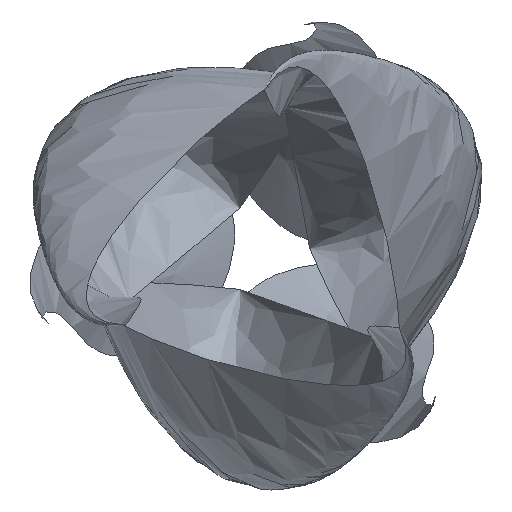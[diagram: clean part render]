
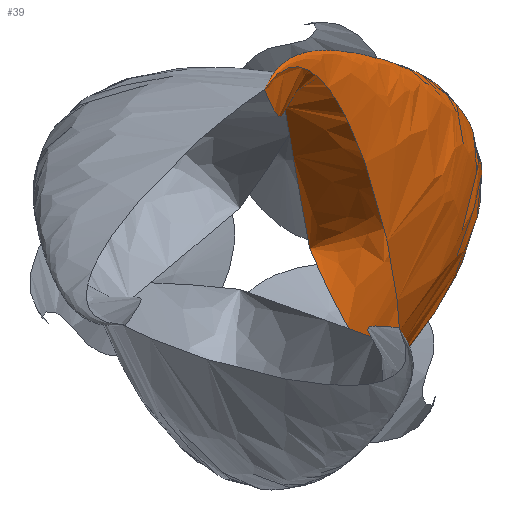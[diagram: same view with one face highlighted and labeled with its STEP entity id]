
A CAD part, top view. The second image highlights one B-rep face of the part: STEP entity #39.
In plain terms, the highlighted free-form (B-spline) face has degree [3, 3] with [4, 5] control points.
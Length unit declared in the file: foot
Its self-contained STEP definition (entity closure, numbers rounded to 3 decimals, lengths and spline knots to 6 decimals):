
#39=ADVANCED_FACE('',(#45),#109,.T.);
#45=FACE_OUTER_BOUND('',#51,.T.);
#51=EDGE_LOOP('',(#59,#60));
#59=ORIENTED_EDGE('',*,*,#71,.T.);
#60=ORIENTED_EDGE('',*,*,#72,.T.);
#71=EDGE_CURVE('',#99,#100,#87,.T.);
#72=EDGE_CURVE('',#100,#99,#88,.T.);
#87=B_SPLINE_CURVE_WITH_KNOTS('',3,(#368,#369,#370,#371),.UNSPECIFIED.,
 .F.,.F.,(4,4),(0.,0.038171),.UNSPECIFIED.);
#88=B_SPLINE_CURVE_WITH_KNOTS('',3,(#372,#373,#374,#375),.UNSPECIFIED.,
 .F.,.F.,(4,4),(-0.038171,0.),.UNSPECIFIED.);
#99=VERTEX_POINT('',#366);
#100=VERTEX_POINT('',#367);
#109=B_SPLINE_SURFACE_WITH_KNOTS('',3,3,((#346,#347,#348,#349,#350),(#351,
#352,#353,#354,#355),(#356,#357,#358,#359,#360),(#361,#362,#363,#364,#365)),
 .UNSPECIFIED.,.F.,.F.,.F.,(4,4),(4,1,4),(0.,0.038171),(0.,0.002331,
0.004662),.UNSPECIFIED.);
#346=CARTESIAN_POINT('',(0.000059,0.006221,0.030401));
#347=CARTESIAN_POINT('',(0.000059,0.006221,0.030401));
#348=CARTESIAN_POINT('',(0.000059,0.006221,0.030401));
#349=CARTESIAN_POINT('',(0.000059,0.006221,0.030401));
#350=CARTESIAN_POINT('',(0.000059,0.006221,0.030401));
#351=CARTESIAN_POINT('',(0.004065,0.012411,0.018716));
#352=CARTESIAN_POINT('',(0.004356,0.013191,0.017572));
#353=CARTESIAN_POINT('',(0.001117,0.01341,0.020495));
#354=CARTESIAN_POINT('',(0.000634,0.004185,0.021599));
#355=CARTESIAN_POINT('',(0.001878,0.001778,0.020981));
#356=CARTESIAN_POINT('',(0.008766,-0.015823,0.016296));
#357=CARTESIAN_POINT('',(0.012599,-0.011742,0.014623));
#358=CARTESIAN_POINT('',(0.024443,0.005333,0.000399));
#359=CARTESIAN_POINT('',(0.005307,0.013443,0.014223));
#360=CARTESIAN_POINT('',(-0.000583,0.013325,0.017714));
#361=CARTESIAN_POINT('',(0.001839,0.000001,-0.000003));
#362=CARTESIAN_POINT('',(0.001839,0.000001,-0.000003));
#363=CARTESIAN_POINT('',(0.001839,0.000001,-0.000003));
#364=CARTESIAN_POINT('',(0.001839,0.000001,-0.000003));
#365=CARTESIAN_POINT('',(0.001839,0.000001,-0.000003));
#366=CARTESIAN_POINT('',(0.000059,0.006221,0.030401));
#367=CARTESIAN_POINT('',(0.001839,0.000001,-0.000003));
#368=CARTESIAN_POINT('',(0.000059,0.006221,0.030401));
#369=CARTESIAN_POINT('',(0.004065,0.012411,0.018716));
#370=CARTESIAN_POINT('',(0.008766,-0.015823,0.016296));
#371=CARTESIAN_POINT('',(0.001839,0.000001,-0.000003));
#372=CARTESIAN_POINT('',(0.001839,0.000001,-0.000003));
#373=CARTESIAN_POINT('',(-0.000583,0.013325,0.017714));
#374=CARTESIAN_POINT('',(0.001878,0.001778,0.020981));
#375=CARTESIAN_POINT('',(0.000059,0.006221,0.030401));
